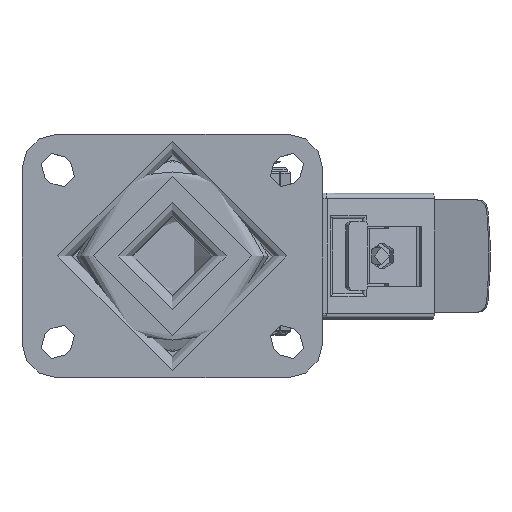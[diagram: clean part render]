
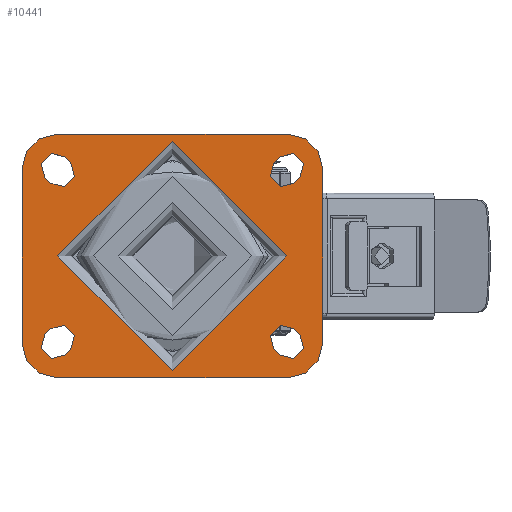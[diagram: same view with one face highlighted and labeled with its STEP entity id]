
A CAD part, top view. The second image highlights one B-rep face of the part: STEP entity #10441.
In plain terms, the highlighted planar face has unit normal (0, 0, 1).
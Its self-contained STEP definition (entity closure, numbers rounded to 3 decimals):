
#579=FACE_BOUND('',#3648,.T.);
#580=FACE_BOUND('',#3649,.T.);
#581=FACE_BOUND('',#3650,.T.);
#582=FACE_BOUND('',#3651,.T.);
#583=FACE_BOUND('',#3652,.T.);
#647=PLANE('',#11347);
#1042=LINE('',#15839,#1959);
#1043=LINE('',#15840,#1960);
#1044=LINE('',#15841,#1961);
#1045=LINE('',#15842,#1962);
#1046=LINE('',#15843,#1963);
#1047=LINE('',#15844,#1964);
#1048=LINE('',#15845,#1965);
#1049=LINE('',#15846,#1966);
#1050=LINE('',#15847,#1967);
#1051=LINE('',#15848,#1968);
#1052=LINE('',#15849,#1969);
#1053=LINE('',#15850,#1970);
#1959=VECTOR('',#12664,1000.);
#1960=VECTOR('',#12665,1000.);
#1961=VECTOR('',#12666,1000.);
#1962=VECTOR('',#12667,1000.);
#1963=VECTOR('',#12668,1000.);
#1964=VECTOR('',#12669,1000.);
#1965=VECTOR('',#12670,1000.);
#1966=VECTOR('',#12671,1000.);
#1967=VECTOR('',#12672,1000.);
#1968=VECTOR('',#12673,1000.);
#1969=VECTOR('',#12674,1000.);
#1970=VECTOR('',#12675,1000.);
#3025=FACE_OUTER_BOUND('',#3647,.T.);
#3647=EDGE_LOOP('',(#7477,#7478,#7479,#7480,#7481,#7482,#7483,#7484));
#3648=EDGE_LOOP('',(#7485,#7486,#7487,#7488));
#3649=EDGE_LOOP('',(#7489,#7490,#7491,#7492));
#3650=EDGE_LOOP('',(#7493,#7494,#7495,#7496));
#3651=EDGE_LOOP('',(#7497,#7498,#7499,#7500));
#3652=EDGE_LOOP('',(#7501));
#4317=CIRCLE('',#11230,5.125);
#4318=CIRCLE('',#11232,5.125);
#4321=CIRCLE('',#11236,5.125);
#4322=CIRCLE('',#11238,5.125);
#4324=CIRCLE('',#11241,5.125);
#4327=CIRCLE('',#11245,5.125);
#4328=CIRCLE('',#11247,5.125);
#4331=CIRCLE('',#11251,5.125);
#4332=CIRCLE('',#11253,12.);
#4334=CIRCLE('',#11256,12.);
#4336=CIRCLE('',#11259,12.);
#4338=CIRCLE('',#11262,12.);
#4409=CIRCLE('',#11344,40.);
#4739=VERTEX_POINT('',#15484);
#4740=VERTEX_POINT('',#15486);
#4741=VERTEX_POINT('',#15490);
#4742=VERTEX_POINT('',#15491);
#4747=VERTEX_POINT('',#15502);
#4748=VERTEX_POINT('',#15504);
#4749=VERTEX_POINT('',#15508);
#4750=VERTEX_POINT('',#15509);
#4753=VERTEX_POINT('',#15517);
#4754=VERTEX_POINT('',#15518);
#4759=VERTEX_POINT('',#15529);
#4760=VERTEX_POINT('',#15531);
#4761=VERTEX_POINT('',#15535);
#4762=VERTEX_POINT('',#15536);
#4767=VERTEX_POINT('',#15547);
#4768=VERTEX_POINT('',#15549);
#4769=VERTEX_POINT('',#15553);
#4770=VERTEX_POINT('',#15554);
#4773=VERTEX_POINT('',#15562);
#4774=VERTEX_POINT('',#15563);
#4777=VERTEX_POINT('',#15571);
#4778=VERTEX_POINT('',#15572);
#4781=VERTEX_POINT('',#15580);
#4782=VERTEX_POINT('',#15581);
#4897=VERTEX_POINT('',#15833);
#5730=EDGE_CURVE('',#4740,#4739,#4317,.T.);
#5732=EDGE_CURVE('',#4741,#4742,#4318,.T.);
#5738=EDGE_CURVE('',#4748,#4747,#4321,.T.);
#5740=EDGE_CURVE('',#4749,#4750,#4322,.T.);
#5744=EDGE_CURVE('',#4753,#4754,#4324,.T.);
#5750=EDGE_CURVE('',#4760,#4759,#4327,.T.);
#5752=EDGE_CURVE('',#4761,#4762,#4328,.T.);
#5758=EDGE_CURVE('',#4768,#4767,#4331,.T.);
#5760=EDGE_CURVE('',#4769,#4770,#4332,.T.);
#5764=EDGE_CURVE('',#4773,#4774,#4334,.T.);
#5768=EDGE_CURVE('',#4777,#4778,#4336,.T.);
#5772=EDGE_CURVE('',#4781,#4782,#4338,.T.);
#5898=EDGE_CURVE('',#4897,#4897,#4409,.T.);
#5901=EDGE_CURVE('',#4778,#4781,#1042,.T.);
#5902=EDGE_CURVE('',#4774,#4777,#1043,.T.);
#5903=EDGE_CURVE('',#4770,#4773,#1044,.T.);
#5904=EDGE_CURVE('',#4782,#4769,#1045,.T.);
#5905=EDGE_CURVE('',#4739,#4741,#1046,.T.);
#5906=EDGE_CURVE('',#4742,#4740,#1047,.T.);
#5907=EDGE_CURVE('',#4747,#4749,#1048,.T.);
#5908=EDGE_CURVE('',#4750,#4748,#1049,.T.);
#5909=EDGE_CURVE('',#4754,#4760,#1050,.T.);
#5910=EDGE_CURVE('',#4759,#4753,#1051,.T.);
#5911=EDGE_CURVE('',#4762,#4768,#1052,.T.);
#5912=EDGE_CURVE('',#4767,#4761,#1053,.T.);
#7477=ORIENTED_EDGE('',*,*,#5772,.F.);
#7478=ORIENTED_EDGE('',*,*,#5901,.F.);
#7479=ORIENTED_EDGE('',*,*,#5768,.F.);
#7480=ORIENTED_EDGE('',*,*,#5902,.F.);
#7481=ORIENTED_EDGE('',*,*,#5764,.F.);
#7482=ORIENTED_EDGE('',*,*,#5903,.F.);
#7483=ORIENTED_EDGE('',*,*,#5760,.F.);
#7484=ORIENTED_EDGE('',*,*,#5904,.F.);
#7485=ORIENTED_EDGE('',*,*,#5905,.T.);
#7486=ORIENTED_EDGE('',*,*,#5732,.T.);
#7487=ORIENTED_EDGE('',*,*,#5906,.T.);
#7488=ORIENTED_EDGE('',*,*,#5730,.T.);
#7489=ORIENTED_EDGE('',*,*,#5907,.T.);
#7490=ORIENTED_EDGE('',*,*,#5740,.T.);
#7491=ORIENTED_EDGE('',*,*,#5908,.T.);
#7492=ORIENTED_EDGE('',*,*,#5738,.T.);
#7493=ORIENTED_EDGE('',*,*,#5909,.T.);
#7494=ORIENTED_EDGE('',*,*,#5750,.T.);
#7495=ORIENTED_EDGE('',*,*,#5910,.T.);
#7496=ORIENTED_EDGE('',*,*,#5744,.T.);
#7497=ORIENTED_EDGE('',*,*,#5911,.T.);
#7498=ORIENTED_EDGE('',*,*,#5758,.T.);
#7499=ORIENTED_EDGE('',*,*,#5912,.T.);
#7500=ORIENTED_EDGE('',*,*,#5752,.T.);
#7501=ORIENTED_EDGE('',*,*,#5898,.F.);
#10441=ADVANCED_FACE('',(#3025,#579,#580,#581,#582,#583),#647,.T.);
#11230=AXIS2_PLACEMENT_3D('',#15487,#12352,#12353);
#11232=AXIS2_PLACEMENT_3D('',#15492,#12357,#12358);
#11236=AXIS2_PLACEMENT_3D('',#15505,#12368,#12369);
#11238=AXIS2_PLACEMENT_3D('',#15510,#12373,#12374);
#11241=AXIS2_PLACEMENT_3D('',#15519,#12381,#12382);
#11245=AXIS2_PLACEMENT_3D('',#15532,#12392,#12393);
#11247=AXIS2_PLACEMENT_3D('',#15537,#12397,#12398);
#11251=AXIS2_PLACEMENT_3D('',#15550,#12408,#12409);
#11253=AXIS2_PLACEMENT_3D('',#15555,#12413,#12414);
#11256=AXIS2_PLACEMENT_3D('',#15564,#12421,#12422);
#11259=AXIS2_PLACEMENT_3D('',#15573,#12429,#12430);
#11262=AXIS2_PLACEMENT_3D('',#15582,#12437,#12438);
#11344=AXIS2_PLACEMENT_3D('',#15834,#12656,#12657);
#11347=AXIS2_PLACEMENT_3D('',#15838,#12662,#12663);
#12352=DIRECTION('center_axis',(0.,0.,-1.));
#12353=DIRECTION('ref_axis',(-1.,0.,0.));
#12357=DIRECTION('center_axis',(0.,0.,-1.));
#12358=DIRECTION('ref_axis',(-1.,0.,0.));
#12368=DIRECTION('center_axis',(0.,0.,-1.));
#12369=DIRECTION('ref_axis',(-1.,0.,0.));
#12373=DIRECTION('center_axis',(0.,0.,-1.));
#12374=DIRECTION('ref_axis',(-1.,0.,0.));
#12381=DIRECTION('center_axis',(0.,0.,-1.));
#12382=DIRECTION('ref_axis',(1.,0.,0.));
#12392=DIRECTION('center_axis',(0.,0.,-1.));
#12393=DIRECTION('ref_axis',(1.,0.,0.));
#12397=DIRECTION('center_axis',(0.,0.,-1.));
#12398=DIRECTION('ref_axis',(1.,0.,0.));
#12408=DIRECTION('center_axis',(0.,0.,-1.));
#12409=DIRECTION('ref_axis',(1.,0.,0.));
#12413=DIRECTION('center_axis',(0.,0.,-1.));
#12414=DIRECTION('ref_axis',(-0.707,0.707,0.));
#12421=DIRECTION('center_axis',(0.,0.,-1.));
#12422=DIRECTION('ref_axis',(0.707,0.707,0.));
#12429=DIRECTION('center_axis',(0.,0.,-1.));
#12430=DIRECTION('ref_axis',(0.707,-0.707,0.));
#12437=DIRECTION('center_axis',(0.,0.,-1.));
#12438=DIRECTION('ref_axis',(-0.707,-0.707,0.));
#12656=DIRECTION('center_axis',(0.,0.,1.));
#12657=DIRECTION('ref_axis',(1.,0.,0.));
#12662=DIRECTION('center_axis',(0.,0.,1.));
#12663=DIRECTION('ref_axis',(1.,0.,0.));
#12664=DIRECTION('',(-1.,0.,0.));
#12665=DIRECTION('',(0.,-1.,0.));
#12666=DIRECTION('',(1.,0.,0.));
#12667=DIRECTION('',(0.,1.,0.));
#12668=DIRECTION('',(-0.707,0.707,0.));
#12669=DIRECTION('',(0.707,-0.707,0.));
#12670=DIRECTION('',(-0.707,-0.707,0.));
#12671=DIRECTION('',(0.707,0.707,0.));
#12672=DIRECTION('',(-0.707,-0.707,0.));
#12673=DIRECTION('',(0.707,0.707,0.));
#12674=DIRECTION('',(-0.707,0.707,0.));
#12675=DIRECTION('',(0.707,-0.707,0.));
#15484=CARTESIAN_POINT('',(37.26,-34.508,0.));
#15486=CARTESIAN_POINT('',(44.508,-27.26,0.));
#15487=CARTESIAN_POINT('Origin',(40.884,-30.884,0.));
#15490=CARTESIAN_POINT('',(35.492,-32.74,0.));
#15491=CARTESIAN_POINT('',(42.74,-25.492,0.));
#15492=CARTESIAN_POINT('Origin',(39.116,-29.116,0.));
#15502=CARTESIAN_POINT('',(44.508,27.26,0.));
#15504=CARTESIAN_POINT('',(37.26,34.508,0.));
#15505=CARTESIAN_POINT('Origin',(40.884,30.884,0.));
#15508=CARTESIAN_POINT('',(42.74,25.492,0.));
#15509=CARTESIAN_POINT('',(35.492,32.74,0.));
#15510=CARTESIAN_POINT('Origin',(39.116,29.116,0.));
#15517=CARTESIAN_POINT('',(-42.74,-25.492,0.));
#15518=CARTESIAN_POINT('',(-35.492,-32.74,0.));
#15519=CARTESIAN_POINT('Origin',(-39.116,-29.116,0.));
#15529=CARTESIAN_POINT('',(-44.508,-27.26,0.));
#15531=CARTESIAN_POINT('',(-37.26,-34.508,0.));
#15532=CARTESIAN_POINT('Origin',(-40.884,-30.884,0.));
#15535=CARTESIAN_POINT('',(-35.492,32.74,0.));
#15536=CARTESIAN_POINT('',(-42.74,25.492,0.));
#15537=CARTESIAN_POINT('Origin',(-39.116,29.116,0.));
#15547=CARTESIAN_POINT('',(-37.26,34.508,0.));
#15549=CARTESIAN_POINT('',(-44.508,27.26,0.));
#15550=CARTESIAN_POINT('Origin',(-40.884,30.884,0.));
#15553=CARTESIAN_POINT('',(-52.5,30.5,0.));
#15554=CARTESIAN_POINT('',(-40.5,42.5,0.));
#15555=CARTESIAN_POINT('Origin',(-40.5,30.5,0.));
#15562=CARTESIAN_POINT('',(40.5,42.5,0.));
#15563=CARTESIAN_POINT('',(52.5,30.5,0.));
#15564=CARTESIAN_POINT('Origin',(40.5,30.5,0.));
#15571=CARTESIAN_POINT('',(52.5,-30.5,0.));
#15572=CARTESIAN_POINT('',(40.5,-42.5,0.));
#15573=CARTESIAN_POINT('Origin',(40.5,-30.5,0.));
#15580=CARTESIAN_POINT('',(-40.5,-42.5,0.));
#15581=CARTESIAN_POINT('',(-52.5,-30.5,0.));
#15582=CARTESIAN_POINT('Origin',(-40.5,-30.5,0.));
#15833=CARTESIAN_POINT('',(40.,0.,0.));
#15834=CARTESIAN_POINT('Origin',(0.,0.,0.));
#15838=CARTESIAN_POINT('Origin',(0.,0.,0.));
#15839=CARTESIAN_POINT('',(52.5,-42.5,0.));
#15840=CARTESIAN_POINT('',(52.5,42.5,0.));
#15841=CARTESIAN_POINT('',(-52.5,42.5,0.));
#15842=CARTESIAN_POINT('',(-52.5,-42.5,0.));
#15843=CARTESIAN_POINT('',(37.26,-34.508,0.));
#15844=CARTESIAN_POINT('',(44.508,-27.26,0.));
#15845=CARTESIAN_POINT('',(44.508,27.26,0.));
#15846=CARTESIAN_POINT('',(37.26,34.508,0.));
#15847=CARTESIAN_POINT('',(-37.26,-34.508,0.));
#15848=CARTESIAN_POINT('',(-44.508,-27.26,0.));
#15849=CARTESIAN_POINT('',(-44.508,27.26,0.));
#15850=CARTESIAN_POINT('',(-37.26,34.508,0.));
